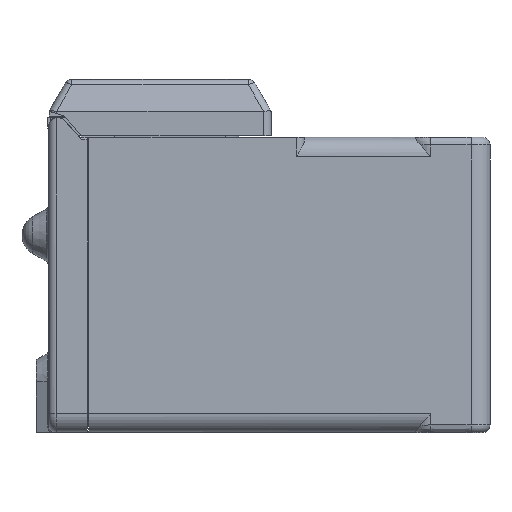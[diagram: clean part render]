
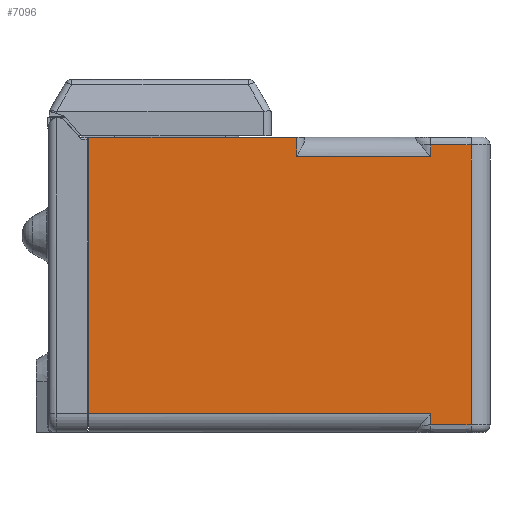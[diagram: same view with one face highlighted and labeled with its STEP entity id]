
A CAD part, left-side view. The second image highlights one B-rep face of the part: STEP entity #7096.
In plain terms, the highlighted planar face has unit normal (-1, 0, 0).
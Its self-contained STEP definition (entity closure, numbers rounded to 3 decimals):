
#670=DIRECTION('',(0.,1.,0.));
#671=VECTOR('',#670,34.84);
#672=CARTESIAN_POINT('',(-22.225,32.39,24.725));
#673=LINE('',#672,#671);
#1004=DIRECTION('',(0.,0.,1.));
#1005=VECTOR('',#1004,46.27);
#1006=CARTESIAN_POINT('',(-22.225,67.23,-21.545));
#1007=LINE('',#1006,#1005);
#1008=DIRECTION('',(0.,0.,1.));
#1009=VECTOR('',#1008,3.18);
#1010=CARTESIAN_POINT('',(-22.225,32.39,21.545));
#1011=LINE('',#1010,#1009);
#1012=DIRECTION('',(0.,0.,-1.));
#1013=VECTOR('',#1012,1.91);
#1014=CARTESIAN_POINT('',(-22.225,9.91,23.455));
#1015=LINE('',#1014,#1013);
#1016=CARTESIAN_POINT('',(-22.225,9.91,23.455));
#1017=CARTESIAN_POINT('',(-22.225,9.707,23.454));
#1018=CARTESIAN_POINT('',(-22.225,9.283,23.456));
#1019=CARTESIAN_POINT('',(-22.225,8.588,23.455));
#1020=CARTESIAN_POINT('',(-22.225,7.842,23.455));
#1021=CARTESIAN_POINT('',(-22.225,7.04,23.455));
#1022=CARTESIAN_POINT('',(-22.225,6.178,23.455));
#1023=CARTESIAN_POINT('',(-22.225,5.253,23.455));
#1024=CARTESIAN_POINT('',(-22.225,4.26,23.455));
#1025=CARTESIAN_POINT('',(-22.225,3.548,23.455));
#1026=CARTESIAN_POINT('',(-22.225,3.18,23.455));
#1028=DIRECTION('',(0.,0.,-1.));
#1029=VECTOR('',#1028,46.91);
#1030=CARTESIAN_POINT('',(-22.225,3.18,23.455));
#1031=LINE('',#1030,#1029);
#1032=CARTESIAN_POINT('',(-22.225,3.18,-23.455));
#1033=CARTESIAN_POINT('',(-22.225,3.548,-23.455));
#1034=CARTESIAN_POINT('',(-22.225,4.26,
-23.455));
#1035=CARTESIAN_POINT('',(-22.225,5.252,
-23.455));
#1036=CARTESIAN_POINT('',(-22.225,6.177,
-23.455));
#1037=CARTESIAN_POINT('',(-22.225,7.038,
-23.455));
#1038=CARTESIAN_POINT('',(-22.225,7.84,
-23.455));
#1039=CARTESIAN_POINT('',(-22.225,8.587,
-23.455));
#1040=CARTESIAN_POINT('',(-22.225,9.28,
-23.456));
#1041=CARTESIAN_POINT('',(-22.225,9.706,
-23.453));
#1042=CARTESIAN_POINT('',(-22.225,9.91,-23.455));
#1044=DIRECTION('',(0.,0.,-1.));
#1045=VECTOR('',#1044,1.91);
#1046=CARTESIAN_POINT('',(-22.225,9.91,-21.545));
#1047=LINE('',#1046,#1045);
#1059=DIRECTION('',(0.,1.,0.));
#1060=VECTOR('',#1059,22.48);
#1061=CARTESIAN_POINT('',(-22.225,9.91,21.545));
#1062=LINE('',#1061,#1060);
#1548=DIRECTION('',(0.,-1.,0.));
#1549=VECTOR('',#1548,57.32);
#1550=CARTESIAN_POINT('',(-22.225,67.23,-21.545));
#1551=LINE('',#1550,#1549);
#1563=CARTESIAN_POINT('',(-22.225,9.91,-21.545));
#5002=CARTESIAN_POINT('',(-22.225,67.23,-21.545));
#5003=CARTESIAN_POINT('',(-22.225,67.23,24.725));
#5004=VERTEX_POINT('',#5002);
#5005=VERTEX_POINT('',#5003);
#5122=CARTESIAN_POINT('',(-22.225,3.18,23.455));
#5123=VERTEX_POINT('',#5122);
#5125=VERTEX_POINT('',#1016);
#5128=VERTEX_POINT('',#1032);
#5129=VERTEX_POINT('',#1042);
#5148=CARTESIAN_POINT('',(-22.225,9.91,21.545));
#5149=VERTEX_POINT('',#5148);
#5155=VERTEX_POINT('',#1563);
#5216=CARTESIAN_POINT('',(-22.225,32.39,24.725));
#5218=VERTEX_POINT('',#5216);
#5222=CARTESIAN_POINT('',(-22.225,32.39,21.545));
#5223=VERTEX_POINT('',#5222);
#7071=CARTESIAN_POINT('',(-22.225,0.,-24.725));
#7072=DIRECTION('',(-1.,0.,0.));
#7073=DIRECTION('',(0.,0.,1.));
#7074=AXIS2_PLACEMENT_3D('',#7071,#7072,#7073);
#7075=PLANE('',#7074);
#7076=ORIENTED_EDGE('',*,*,#7048,.T.);
#7077=ORIENTED_EDGE('',*,*,#6275,.F.);
#7079=ORIENTED_EDGE('',*,*,#7078,.F.);
#7081=ORIENTED_EDGE('',*,*,#7080,.F.);
#7083=ORIENTED_EDGE('',*,*,#7082,.F.);
#7085=ORIENTED_EDGE('',*,*,#7084,.T.);
#7087=ORIENTED_EDGE('',*,*,#7086,.T.);
#7089=ORIENTED_EDGE('',*,*,#7088,.T.);
#7091=ORIENTED_EDGE('',*,*,#7090,.F.);
#7093=ORIENTED_EDGE('',*,*,#7092,.F.);
#7094=EDGE_LOOP('',(#7076,#7077,#7079,#7081,#7083,#7085,#7087,#7089,#7091,
#7093));
#7095=FACE_OUTER_BOUND('',#7094,.F.);
#7096=ADVANCED_FACE('',(#7095),#7075,.T.);
#1027=B_SPLINE_CURVE_WITH_KNOTS('',3,(#1016,#1017,#1018,#1019,#1020,#1021,#1022,
#1023,#1024,#1025,#1026),.UNSPECIFIED.,.F.,.F.,(4,1,1,1,1,1,1,1,4),(0.,
0.125,0.25,0.375,0.5,0.625,0.75,0.875,1.),.UNSPECIFIED.);
#1043=B_SPLINE_CURVE_WITH_KNOTS('',3,(#1032,#1033,#1034,#1035,#1036,#1037,#1038,
#1039,#1040,#1041,#1042),.UNSPECIFIED.,.F.,.F.,(4,1,1,1,1,1,1,1,4),(0.,
0.125,0.25,0.375,0.5,0.625,0.75,0.875,1.),.UNSPECIFIED.);
#6275=EDGE_CURVE('',#5218,#5005,#673,.T.);
#7048=EDGE_CURVE('',#5004,#5005,#1007,.T.);
#7078=EDGE_CURVE('',#5223,#5218,#1011,.T.);
#7080=EDGE_CURVE('',#5149,#5223,#1062,.T.);
#7082=EDGE_CURVE('',#5125,#5149,#1015,.T.);
#7084=EDGE_CURVE('',#5125,#5123,#1027,.T.);
#7086=EDGE_CURVE('',#5123,#5128,#1031,.T.);
#7088=EDGE_CURVE('',#5128,#5129,#1043,.T.);
#7090=EDGE_CURVE('',#5155,#5129,#1047,.T.);
#7092=EDGE_CURVE('',#5004,#5155,#1551,.T.);
